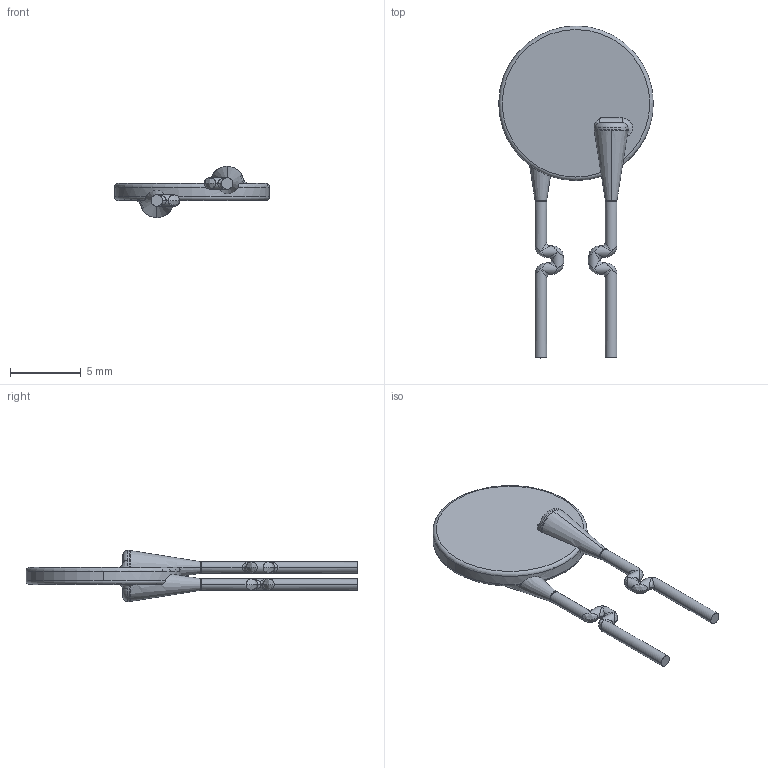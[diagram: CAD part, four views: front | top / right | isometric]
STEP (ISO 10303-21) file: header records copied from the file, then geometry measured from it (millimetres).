
FILE_DESCRIPTION((''),'2;1');
FILE_NAME('MF-R055_90','2012-07-26T',('ryans'),('Bourns, Inc.'),'PRO/ENGINEER BY PARAMETRIC TECHNOLOGY CORPORATION, 2010100','PRO/ENGINEER BY PARAMETRIC TECHNOLOGY CORPORATION, 2010100','');
FILE_SCHEMA(('CONFIG_CONTROL_DESIGN'));
Length unit declared in the file: millimetre
Products named in the file (1): MF-R055_90
Bounding box: 10.9 x 23.41 x 3.6 mm (x, y, z)
Volume: 139.7 mm3; surface area: 310.9 mm2
Topology: 1 solids, 1 shells, 80 faces, 180 edges, 102 vertices
Faces by surface type: bspline 36, cylinder 24, torus 10, plane 6, cone 4
Entity records: 5454 total; most frequent: CARTESIAN_POINT 3932, ORIENTED_EDGE 360, DIRECTION 236, EDGE_CURVE 180, AXIS2_PLACEMENT_3D 102, VERTEX_POINT 102, B_SPLINE_CURVE_WITH_KNOTS 90, EDGE_LOOP 80
